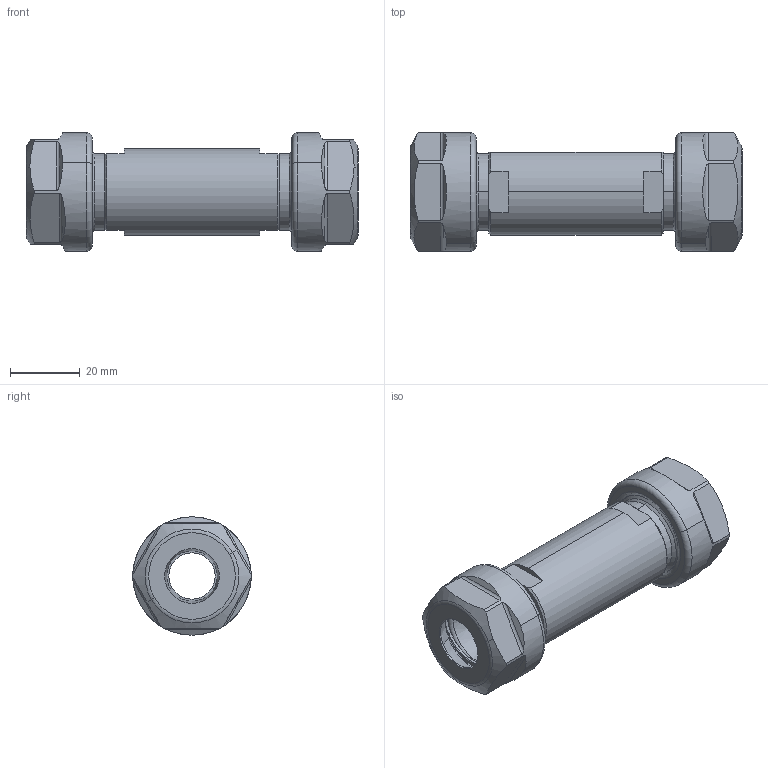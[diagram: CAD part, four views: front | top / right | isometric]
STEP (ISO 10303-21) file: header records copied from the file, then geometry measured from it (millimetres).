
FILE_DESCRIPTION (( 'STEP AP203' ), '1' );
FILE_NAME ('120.02.B.13.STEP', '2016-11-28T09:54:06', ( '' ), ( '' ), 'SwSTEP 2.0', 'SolidWorks 2012', '' );
FILE_SCHEMA (( 'CONFIG_CONTROL_DESIGN' ));
Length unit declared in the file: millimetre
Products named in the file (3): 120.02.B.13; 2-01.000.0200190C7_ER20螺帽(六角)
Assembly tree (3 placements, depth 2):
  120.02.B.13
    120.02.B.13
    2-01.000.0200190C7_ER20螺帽(六角)  x2
Bounding box: 95.4 x 34 x 34 mm (x, y, z)
Volume: 37105.5 mm3; surface area: 22429.8 mm2
Topology: 3 solids, 3 shells, 230 faces, 600 edges, 376 vertices
Faces by surface type: cylinder 87, plane 51, torus 44, cone 28, bspline 20
Entity records: 9097 total; most frequent: CARTESIAN_POINT 5227, ORIENTED_EDGE 828, DIRECTION 678, EDGE_CURVE 414, AXIS2_PLACEMENT_3D 280, VERTEX_POINT 262, EDGE_LOOP 166, ADVANCED_FACE 159
